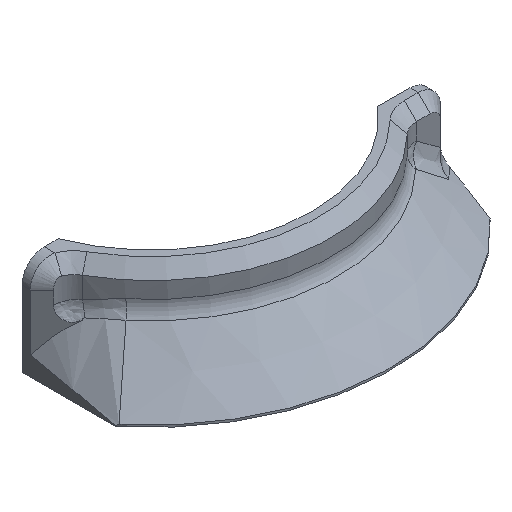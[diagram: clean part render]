
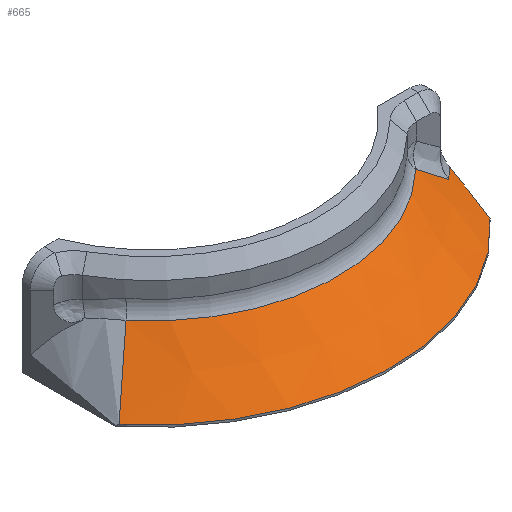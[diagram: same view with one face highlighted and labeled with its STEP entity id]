
A CAD part, isometric view. The second image highlights one B-rep face of the part: STEP entity #665.
In plain terms, the highlighted conical face has half-angle 45 degrees and reference radius 44.697 mm.
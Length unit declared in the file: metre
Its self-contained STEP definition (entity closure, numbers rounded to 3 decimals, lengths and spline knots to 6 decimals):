
#19=B_SPLINE_CURVE_WITH_KNOTS('',3,(#1044,#1045,#1046,#1047),
 .UNSPECIFIED.,.F.,.F.,(4,4),(0.,1.),.UNSPECIFIED.);
#21=B_SPLINE_CURVE_WITH_KNOTS('',3,(#1082,#1083,#1084,#1085),
 .UNSPECIFIED.,.F.,.F.,(4,4),(0.,1.),.UNSPECIFIED.);
#25=B_SPLINE_CURVE_WITH_KNOTS('',3,(#1147,#1148,#1149,#1150),
 .UNSPECIFIED.,.F.,.F.,(4,4),(0.,0.000398),
 .UNSPECIFIED.);
#34=B_SPLINE_CURVE_WITH_KNOTS('',3,(#1320,#1321,#1322,#1323),
 .UNSPECIFIED.,.F.,.F.,(4,4),(0.,0.011822),
 .UNSPECIFIED.);
#62=CONICAL_SURFACE('',#752,0.044697,0.785);
#95=LINE('',#1336,#128);
#128=VECTOR('',#932,1.);
#292=ORIENTED_EDGE('',*,*,#305,.F.);
#293=ORIENTED_EDGE('',*,*,#390,.T.);
#294=ORIENTED_EDGE('',*,*,#342,.F.);
#295=ORIENTED_EDGE('',*,*,#340,.F.);
#296=ORIENTED_EDGE('',*,*,#350,.F.);
#297=ORIENTED_EDGE('',*,*,#348,.T.);
#298=ORIENTED_EDGE('',*,*,#391,.F.);
#305=EDGE_CURVE('',#393,#394,#453,.T.);
#340=EDGE_CURVE('',#426,#427,#19,.F.);
#342=EDGE_CURVE('',#427,#428,#21,.F.);
#348=EDGE_CURVE('',#431,#433,#479,.T.);
#350=EDGE_CURVE('',#431,#426,#25,.T.);
#390=EDGE_CURVE('',#393,#428,#34,.T.);
#391=EDGE_CURVE('',#394,#433,#95,.T.);
#393=VERTEX_POINT('',#940);
#394=VERTEX_POINT('',#941);
#426=VERTEX_POINT('',#1043);
#427=VERTEX_POINT('',#1048);
#428=VERTEX_POINT('',#1086);
#431=VERTEX_POINT('',#1097);
#433=VERTEX_POINT('',#1105);
#453=CIRCLE('',#681,0.059197);
#479=CIRCLE('',#726,0.046162);
#547=EDGE_LOOP('',(#292,#293,#294,#295,#296,#297,#298));
#607=FACE_BOUND('',#547,.T.);
#665=ADVANCED_FACE('',(#607),#62,.T.);
#681=AXIS2_PLACEMENT_3D('',#939,#758,#759);
#726=AXIS2_PLACEMENT_3D('',#1106,#858,#859);
#752=AXIS2_PLACEMENT_3D('',#1342,#933,#934);
#758=DIRECTION('',(0.,0.,-1.));
#759=DIRECTION('',(0.,1.,0.));
#858=DIRECTION('',(0.,0.,-1.));
#859=DIRECTION('',(0.,1.,0.));
#932=DIRECTION('',(0.545,0.451,0.707));
#933=DIRECTION('',(0.,0.,-1.));
#934=DIRECTION('',(0.,-1.,0.));
#939=CARTESIAN_POINT('',(-0.018944,0.030574,0.043357));
#940=CARTESIAN_POINT('',(0.025056,-0.009028,0.043357));
#941=CARTESIAN_POINT('',(-0.064558,-0.007157,0.043357));
#1043=CARTESIAN_POINT('',(0.013679,-0.002289,0.056248));
#1044=CARTESIAN_POINT('',(0.021395,-0.002555,0.050355));
#1045=CARTESIAN_POINT('',(0.018693,-0.002468,0.052498));
#1046=CARTESIAN_POINT('',(0.016123,-0.002379,0.054462));
#1047=CARTESIAN_POINT('',(0.013679,-0.002289,0.056248));
#1048=CARTESIAN_POINT('',(0.021395,-0.002555,0.050355));
#1082=CARTESIAN_POINT('',(0.025056,0.001037,0.049559));
#1083=CARTESIAN_POINT('',(0.023826,-0.000164,0.049912));
#1084=CARTESIAN_POINT('',(0.022609,-0.001357,0.050177));
#1085=CARTESIAN_POINT('',(0.021395,-0.002555,0.050355));
#1086=CARTESIAN_POINT('',(0.025056,0.001037,0.049559));
#1097=CARTESIAN_POINT('',(0.013346,-0.002415,0.056392));
#1105=CARTESIAN_POINT('',(-0.054515,0.001151,0.056391));
#1106=CARTESIAN_POINT('',(-0.018944,0.030574,0.056392));
#1147=CARTESIAN_POINT('',(0.013346,-0.002415,0.056392));
#1148=CARTESIAN_POINT('',(0.013443,-0.00232,0.056392));
#1149=CARTESIAN_POINT('',(0.013571,-0.002285,0.056327));
#1150=CARTESIAN_POINT('',(0.013679,-0.002289,0.056248));
#1320=CARTESIAN_POINT('',(0.025056,-0.009028,0.043357));
#1321=CARTESIAN_POINT('',(0.025056,-0.00575,0.045549));
#1322=CARTESIAN_POINT('',(0.025056,-0.002409,0.047638));
#1323=CARTESIAN_POINT('',(0.025056,0.001037,0.049559));
#1336=CARTESIAN_POINT('',(-0.059536,-0.003003,0.049874));
#1342=CARTESIAN_POINT('',(-0.018944,0.030574,0.057857));
